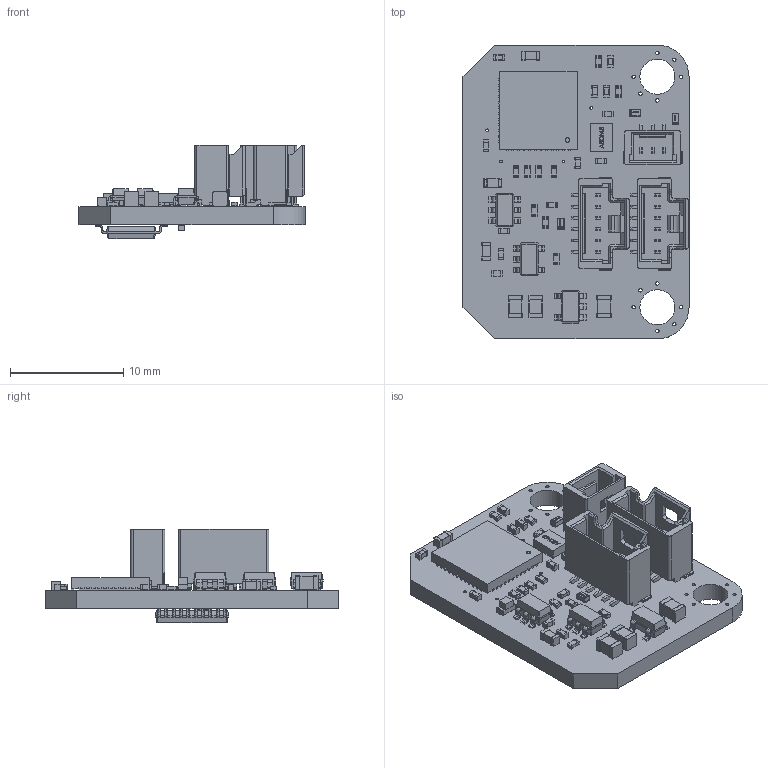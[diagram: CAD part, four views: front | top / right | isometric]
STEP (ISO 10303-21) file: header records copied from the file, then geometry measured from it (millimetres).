
FILE_DESCRIPTION(('FreeCAD Model'),'2;1');
FILE_NAME('Open CASCADE Shape Model','2023-11-29T13:08:03',(''),(''), 'Open CASCADE STEP processor 7.6','FreeCAD','Unknown');
FILE_SCHEMA(('AUTOMOTIVE_DESIGN { 1 0 10303 214 1 1 1 1 }'));
Products named in the file (1): JCS00060001010002_re_uc_001 (Solid)
Bounding box: 20 x 26 x 8.29 mm (x, y, z)
Volume: 1093.4 mm3; surface area: 2461.7 mm2
Topology: 41 solids, 41 shells, 3341 faces, 8683 edges, 5534 vertices
Faces by surface type: plane 2245, cylinder 684, bspline 376, sphere 24, cone 12
Full cylindrical faces by diameter (mm): 0.25 x4, 0.3 x12, 0.4 x1, 0.5 x1, 3.1 x2
Entity records: 114427 total; most frequent: CARTESIAN_POINT 34317, ORIENTED_EDGE 17282, DIRECTION 14909, EDGE_CURVE 8641, LINE 6877, VECTOR 6877, VERTEX_POINT 5534, AXIS2_PLACEMENT_3D 4016
